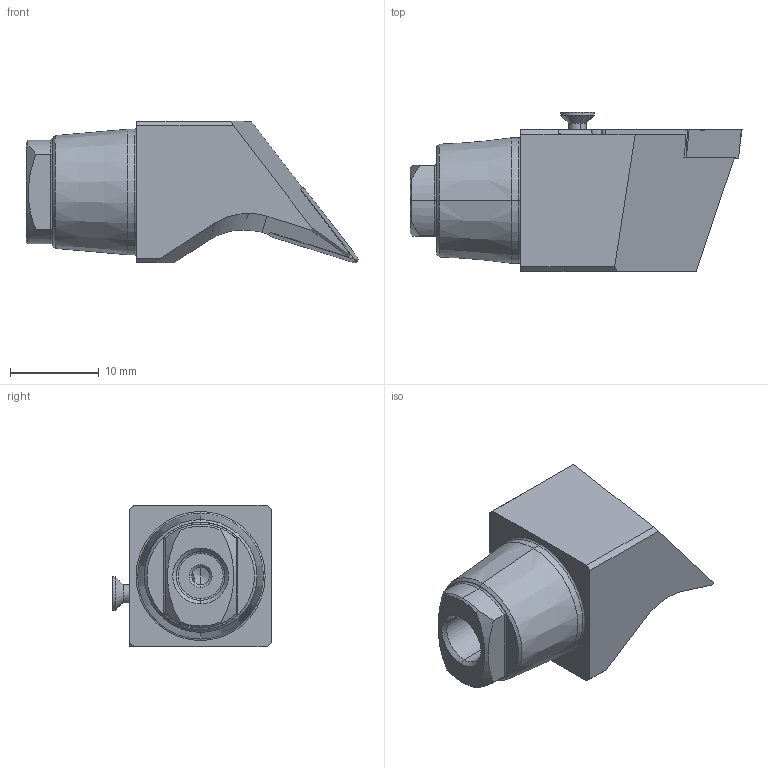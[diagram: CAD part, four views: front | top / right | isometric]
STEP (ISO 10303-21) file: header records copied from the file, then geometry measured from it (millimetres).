
FILE_DESCRIPTION (( 'STEP AP203' ), '1' );
FILE_NAME ('LW4.SVHCR.0825.11.STEP', '2024-08-26T13:37:43', ( '' ), ( '' ), 'SwSTEP 2.0', 'SolidWorks 2022', '' );
FILE_SCHEMA (( 'CONFIG_CONTROL_DESIGN' ));
Length unit declared in the file: millimetre
Products named in the file (5): LW4.SVHCR.0825.11; WCA-ER2.001.006_A; ISO 14581 - M2x10; VCGT110304; LW4-KVA.RHA.025_A
Assembly tree (4 placements, depth 2):
  LW4.SVHCR.0825.11
    LW4-KVA.RHA.025_A
    ISO 14581 - M2x10
    WCA-ER2.001.006_A
    VCGT110304
Bounding box: 37.49 x 17.95 x 16 mm (x, y, z)
Volume: 4832 mm3; surface area: 2797.1 mm2
Topology: 4 solids, 4 shells, 204 faces, 510 edges, 312 vertices
Faces by surface type: cylinder 68, plane 56, cone 51, torus 15, bspline 12, sphere 2
Entity records: 6889 total; most frequent: CARTESIAN_POINT 1636, DIRECTION 1008, ORIENTED_EDGE 1000, EDGE_CURVE 500, AXIS2_PLACEMENT_3D 400, VERTEX_POINT 312, EDGE_LOOP 216, LINE 208
